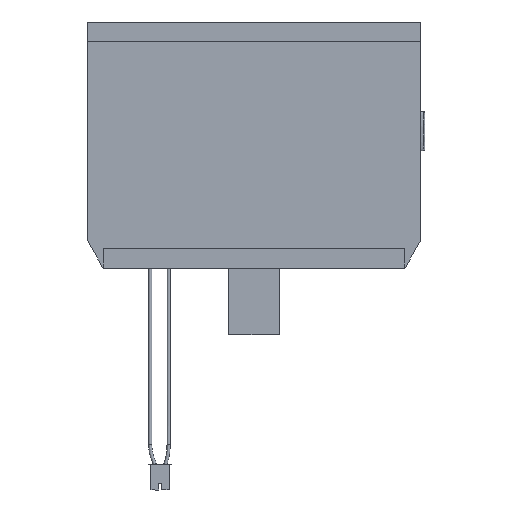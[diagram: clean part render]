
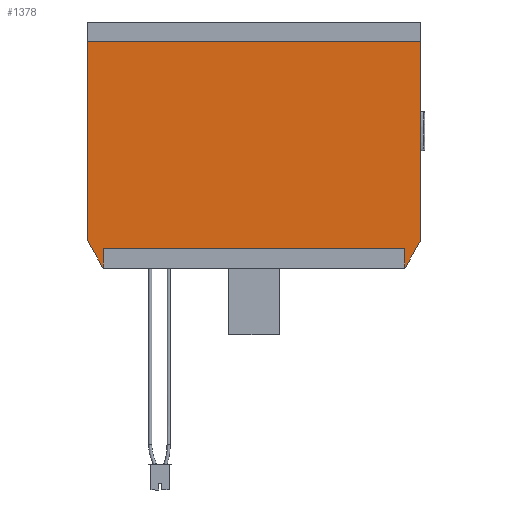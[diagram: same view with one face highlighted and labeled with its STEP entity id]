
A CAD part, front view. The second image highlights one B-rep face of the part: STEP entity #1378.
In plain terms, the highlighted planar face has unit normal (0, -1, 0).
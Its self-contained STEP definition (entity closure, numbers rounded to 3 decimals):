
#365 = EDGE_CURVE ( 'NONE', #2596, #7276, #4524, .T. ) ;
#493 = CARTESIAN_POINT ( 'NONE',  ( -42.5, -3.2, 27.9 ) ) ;
#559 = VERTEX_POINT ( 'NONE', #6957 ) ;
#657 = VECTOR ( 'NONE', #3363, 1000. ) ;
#734 = VECTOR ( 'NONE', #5971, 1000. ) ;
#1088 = EDGE_CURVE ( 'NONE', #10520, #559, #10934, .T. ) ;
#1196 = CARTESIAN_POINT ( 'NONE',  ( 38.5, -3.2, -34.9 ) ) ;
#1307 = DIRECTION ( 'NONE',  ( 0., 0., -1. ) ) ;
#1331 = LINE ( 'NONE', #1196, #3535 ) ;
#1378 = ADVANCED_FACE ( 'NONE', ( #11065 ), #9169, .T. ) ;
#1459 = ORIENTED_EDGE ( 'NONE', *, *, #8320, .T. ) ;
#1884 = DIRECTION ( 'NONE',  ( 0.496, 0., -0.868 ) ) ;
#2118 = EDGE_CURVE ( 'NONE', #4402, #2596, #3911, .T. ) ;
#2251 = CARTESIAN_POINT ( 'NONE',  ( -38.5, -3.2, -34.9 ) ) ;
#2406 = AXIS2_PLACEMENT_3D ( 'NONE', #4574, #7395, #2673 ) ;
#2596 = VERTEX_POINT ( 'NONE', #4767 ) ;
#2673 = DIRECTION ( 'NONE',  ( 0., 0., -1. ) ) ;
#2898 = DIRECTION ( 'NONE',  ( 0., 0., 1. ) ) ;
#3104 = LINE ( 'NONE', #11569, #734 ) ;
#3166 = LINE ( 'NONE', #4487, #657 ) ;
#3268 = VERTEX_POINT ( 'NONE', #9584 ) ;
#3363 = DIRECTION ( 'NONE',  ( -1., 0., 0. ) ) ;
#3535 = VECTOR ( 'NONE', #7752, 1000. ) ;
#3911 = LINE ( 'NONE', #493, #5973 ) ;
#4202 = EDGE_CURVE ( 'NONE', #559, #4402, #3166, .T. ) ;
#4402 = VERTEX_POINT ( 'NONE', #6731 ) ;
#4422 = EDGE_LOOP ( 'NONE', ( #4733, #8336, #9237, #5328, #11966, #1459 ) ) ;
#4487 = CARTESIAN_POINT ( 'NONE',  ( 42.5, -3.2, 27.9 ) ) ;
#4524 = LINE ( 'NONE', #9296, #9741 ) ;
#4574 = CARTESIAN_POINT ( 'NONE',  ( 0., -3.2, 0. ) ) ;
#4733 = ORIENTED_EDGE ( 'NONE', *, *, #8249, .T. ) ;
#4767 = CARTESIAN_POINT ( 'NONE',  ( -42.5, -3.2, -27.9 ) ) ;
#5223 = CARTESIAN_POINT ( 'NONE',  ( 42.5, -3.2, -27.9 ) ) ;
#5328 = ORIENTED_EDGE ( 'NONE', *, *, #2118, .T. ) ;
#5800 = CARTESIAN_POINT ( 'NONE',  ( 42.5, -3.2, -27.9 ) ) ;
#5971 = DIRECTION ( 'NONE',  ( 1., 0., 0. ) ) ;
#5973 = VECTOR ( 'NONE', #1307, 1000. ) ;
#6731 = CARTESIAN_POINT ( 'NONE',  ( -42.5, -3.2, 27.9 ) ) ;
#6957 = CARTESIAN_POINT ( 'NONE',  ( 42.5, -3.2, 27.9 ) ) ;
#7276 = VERTEX_POINT ( 'NONE', #2251 ) ;
#7395 = DIRECTION ( 'NONE',  ( 0., -1., 0. ) ) ;
#7752 = DIRECTION ( 'NONE',  ( 0.496, 0., 0.868 ) ) ;
#8249 = EDGE_CURVE ( 'NONE', #3268, #10520, #1331, .T. ) ;
#8320 = EDGE_CURVE ( 'NONE', #7276, #3268, #3104, .T. ) ;
#8336 = ORIENTED_EDGE ( 'NONE', *, *, #1088, .T. ) ;
#9169 = PLANE ( 'NONE',  #2406 ) ;
#9237 = ORIENTED_EDGE ( 'NONE', *, *, #4202, .T. ) ;
#9296 = CARTESIAN_POINT ( 'NONE',  ( -42.5, -3.2, -27.9 ) ) ;
#9584 = CARTESIAN_POINT ( 'NONE',  ( 38.5, -3.2, -34.9 ) ) ;
#9630 = VECTOR ( 'NONE', #2898, 1000. ) ;
#9741 = VECTOR ( 'NONE', #1884, 1000. ) ;
#10520 = VERTEX_POINT ( 'NONE', #5223 ) ;
#10934 = LINE ( 'NONE', #5800, #9630 ) ;
#11065 = FACE_OUTER_BOUND ( 'NONE', #4422, .T. ) ;
#11569 = CARTESIAN_POINT ( 'NONE',  ( -38.5, -3.2, -34.9 ) ) ;
#11966 = ORIENTED_EDGE ( 'NONE', *, *, #365, .T. ) ;
